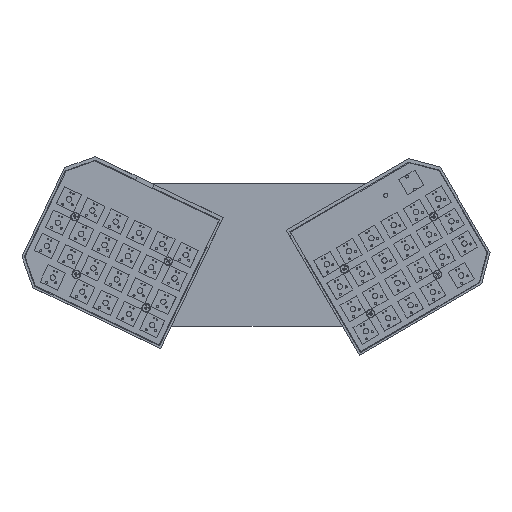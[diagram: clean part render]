
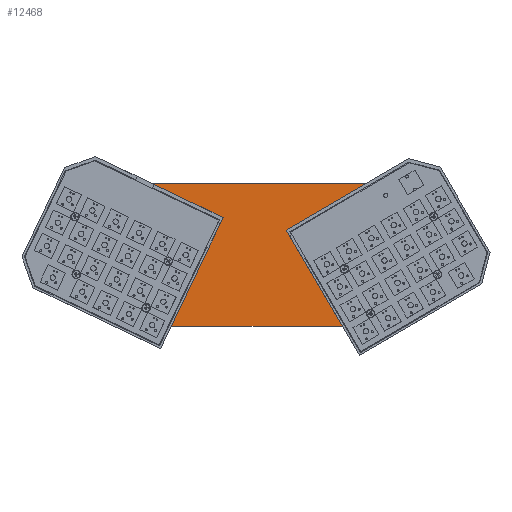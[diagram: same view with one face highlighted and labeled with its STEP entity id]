
A CAD part, top view. The second image highlights one B-rep face of the part: STEP entity #12468.
In plain terms, the highlighted planar face has unit normal (0, 0, 1).
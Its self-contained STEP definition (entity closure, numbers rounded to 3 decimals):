
#384 = CARTESIAN_POINT ( 'NONE',  ( 0., -17., 2. ) ) ;
#981 = DIRECTION ( 'NONE',  ( 1., 0., 0. ) ) ;
#1049 = VECTOR ( 'NONE', #16463, 1000. ) ;
#2157 = VECTOR ( 'NONE', #17686, 1000. ) ;
#2559 = DIRECTION ( 'NONE',  ( 0., 0., 1. ) ) ;
#2912 = EDGE_LOOP ( 'NONE', ( #15676, #13499, #5066, #28691, #8799, #28346, #33765, #32499 ) ) ;
#4222 = VERTEX_POINT ( 'NONE', #5405 ) ;
#4476 = CARTESIAN_POINT ( 'NONE',  ( 219., -105., 2. ) ) ;
#4491 = VECTOR ( 'NONE', #12388, 1000. ) ;
#4673 = VECTOR ( 'NONE', #29056, 1000. ) ;
#5066 = ORIENTED_EDGE ( 'NONE', *, *, #24047, .T. ) ;
#5405 = CARTESIAN_POINT ( 'NONE',  ( 0., -88., 2. ) ) ;
#5652 = DIRECTION ( 'NONE',  ( 0., -1., 0. ) ) ;
#8195 = PLANE ( 'NONE',  #34240 ) ;
#8799 = ORIENTED_EDGE ( 'NONE', *, *, #19077, .T. ) ;
#9359 = EDGE_CURVE ( 'NONE', #22978, #35510, #17372, .T. ) ;
#9748 = CARTESIAN_POINT ( 'NONE',  ( 219., 0., 2. ) ) ;
#10605 = VECTOR ( 'NONE', #5652, 1000. ) ;
#11287 = CARTESIAN_POINT ( 'NONE',  ( 0., -17., 2. ) ) ;
#11420 = CARTESIAN_POINT ( 'NONE',  ( 236., -88., 2. ) ) ;
#11661 = DIRECTION ( 'NONE',  ( 0., 1., 0. ) ) ;
#11980 = CARTESIAN_POINT ( 'NONE',  ( 16.093, -105., 2. ) ) ;
#12027 = VERTEX_POINT ( 'NONE', #36036 ) ;
#12388 = DIRECTION ( 'NONE',  ( -0.687, 0.726, 0. ) ) ;
#12399 = EDGE_CURVE ( 'NONE', #35672, #12027, #13625, .T. ) ;
#12468 = ADVANCED_FACE ( 'NONE', ( #21482 ), #8195, .T. ) ;
#13499 = ORIENTED_EDGE ( 'NONE', *, *, #24998, .T. ) ;
#13625 = LINE ( 'NONE', #9748, #24537 ) ;
#13683 = EDGE_CURVE ( 'NONE', #31395, #35672, #17559, .T. ) ;
#15030 = CARTESIAN_POINT ( 'NONE',  ( 236., -17.958, 2. ) ) ;
#15414 = DIRECTION ( 'NONE',  ( -1., 0., 0. ) ) ;
#15416 = CARTESIAN_POINT ( 'NONE',  ( 219., -105., 2. ) ) ;
#15676 = ORIENTED_EDGE ( 'NONE', *, *, #17230, .T. ) ;
#15969 = CARTESIAN_POINT ( 'NONE',  ( 0., 0., 2. ) ) ;
#16463 = DIRECTION ( 'NONE',  ( 0.687, -0.726, 0. ) ) ;
#16586 = CARTESIAN_POINT ( 'NONE',  ( 0., -88., 2. ) ) ;
#17230 = EDGE_CURVE ( 'NONE', #12027, #21112, #31780, .T. ) ;
#17372 = LINE ( 'NONE', #11980, #19085 ) ;
#17559 = LINE ( 'NONE', #15030, #4491 ) ;
#17686 = DIRECTION ( 'NONE',  ( -0.707, -0.707, 0. ) ) ;
#19077 = EDGE_CURVE ( 'NONE', #35510, #32523, #31645, .T. ) ;
#19085 = VECTOR ( 'NONE', #981, 1000. ) ;
#20111 = CARTESIAN_POINT ( 'NONE',  ( 236., -17.958, 2. ) ) ;
#21112 = VERTEX_POINT ( 'NONE', #11287 ) ;
#21482 = FACE_OUTER_BOUND ( 'NONE', #2912, .T. ) ;
#22391 = CARTESIAN_POINT ( 'NONE',  ( 16.093, -105., 2. ) ) ;
#22978 = VERTEX_POINT ( 'NONE', #22391 ) ;
#24047 = EDGE_CURVE ( 'NONE', #4222, #22978, #26786, .T. ) ;
#24449 = LINE ( 'NONE', #11420, #33137 ) ;
#24537 = VECTOR ( 'NONE', #15414, 1000. ) ;
#24998 = EDGE_CURVE ( 'NONE', #21112, #4222, #34084, .T. ) ;
#26253 = EDGE_CURVE ( 'NONE', #32523, #31395, #24449, .T. ) ;
#26786 = LINE ( 'NONE', #16586, #1049 ) ;
#28346 = ORIENTED_EDGE ( 'NONE', *, *, #26253, .T. ) ;
#28514 = CARTESIAN_POINT ( 'NONE',  ( 17., 0., 2. ) ) ;
#28691 = ORIENTED_EDGE ( 'NONE', *, *, #9359, .T. ) ;
#29056 = DIRECTION ( 'NONE',  ( 0.707, 0.707, 0. ) ) ;
#30849 = CARTESIAN_POINT ( 'NONE',  ( 236., -88., 2. ) ) ;
#31395 = VERTEX_POINT ( 'NONE', #20111 ) ;
#31645 = LINE ( 'NONE', #15416, #4673 ) ;
#31780 = LINE ( 'NONE', #28514, #2157 ) ;
#32499 = ORIENTED_EDGE ( 'NONE', *, *, #12399, .T. ) ;
#32523 = VERTEX_POINT ( 'NONE', #30849 ) ;
#32900 = DIRECTION ( 'NONE',  ( 1., 0., 0. ) ) ;
#33137 = VECTOR ( 'NONE', #11661, 1000. ) ;
#33765 = ORIENTED_EDGE ( 'NONE', *, *, #13683, .T. ) ;
#34084 = LINE ( 'NONE', #384, #10605 ) ;
#34240 = AXIS2_PLACEMENT_3D ( 'NONE', #15969, #2559, #32900 ) ;
#35173 = CARTESIAN_POINT ( 'NONE',  ( 219., 0., 2. ) ) ;
#35510 = VERTEX_POINT ( 'NONE', #4476 ) ;
#35672 = VERTEX_POINT ( 'NONE', #35173 ) ;
#36036 = CARTESIAN_POINT ( 'NONE',  ( 17., 0., 2. ) ) ;
